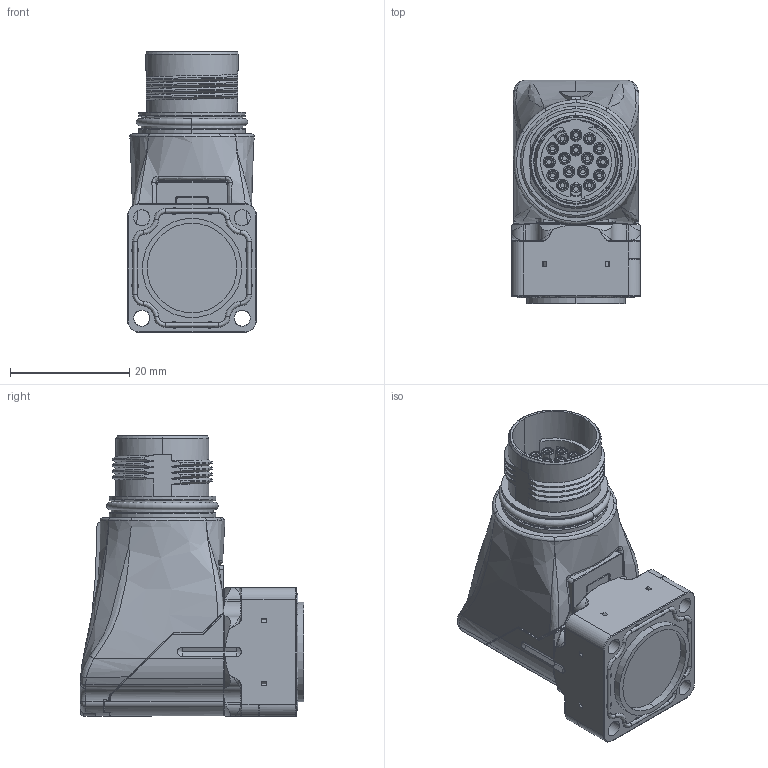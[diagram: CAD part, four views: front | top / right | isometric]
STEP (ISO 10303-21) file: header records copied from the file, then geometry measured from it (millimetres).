
FILE_DESCRIPTION((''),'2;1');
FILE_NAME('1607652','2015-02-27T',('skraut'),(''),'PRO/ENGINEER BY PARAMETRIC TECHNOLOGY CORPORATION, 2013230','PRO/ENGINEER BY PARAMETRIC TECHNOLOGY CORPORATION, 2013230','');
FILE_SCHEMA(('AUTOMOTIVE_DESIGN { 1 0 10303 214 1 1 1 1 }'));
Length unit declared in the file: millimetre
Products named in the file (1): 1607652
Bounding box: 21.6 x 37.45 x 47.1 mm (x, y, z)
Volume: 19913.9 mm3; surface area: 7931.1 mm2
Topology: 1 solids, 1 shells, 1035 faces, 2843 edges, 1828 vertices
Faces by surface type: cylinder 356, plane 315, torus 139, bspline 131, cone 53, sphere 22, revolution 12, extrusion 7
Entity records: 40888 total; most frequent: CARTESIAN_POINT 15180, ORIENTED_EDGE 5650, DIRECTION 5124, EDGE_CURVE 2825, AXIS2_PLACEMENT_3D 2023, VERTEX_POINT 1828, CIRCLE 1134, EDGE_LOOP 1103
